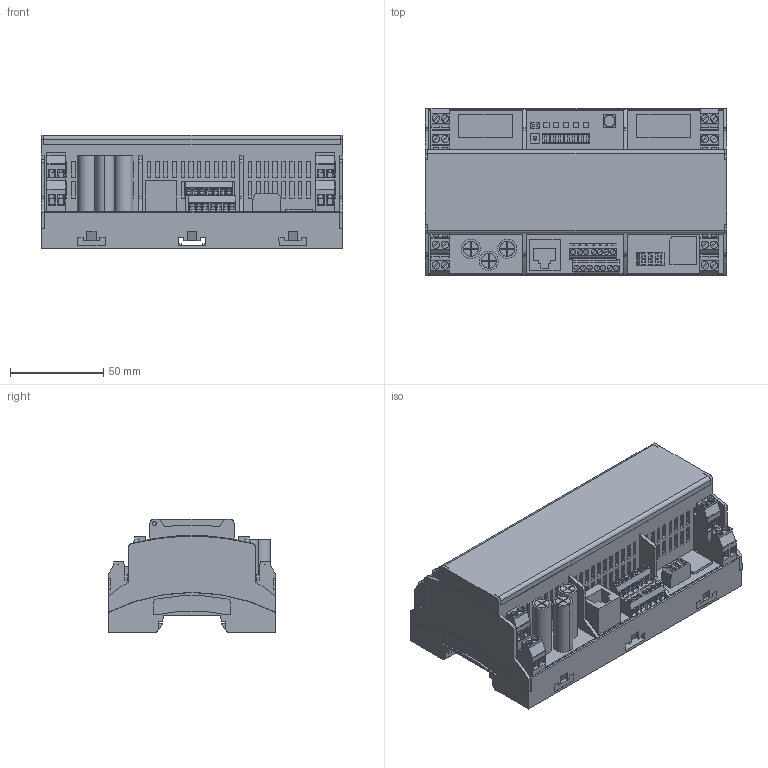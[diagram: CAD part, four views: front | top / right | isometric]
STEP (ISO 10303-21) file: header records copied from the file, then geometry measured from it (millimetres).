
FILE_DESCRIPTION(('Creo Elements/Direct Modeling STEP Export'),'2;1');
FILE_NAME('model.stp','2020-07-22T 8:55:11',(''),(''),'Creo Elements/Direct Modeling STEP processor for AP214 (Solid Model)','Creo Elements/Direct Modeling 20.1A 29-Sep-2018 (C) Parametric Technology GmbH','');
FILE_SCHEMA(('AUTOMOTIVE_DESIGN { 1 0 10303 214 1 1 1 1 }'));
Products named in the file (2): EV_CC_AC1_M3_CBC_RCM_ETH_3G-select
Assembly tree (1 placements, depth 2):
  EV_CC_AC1_M3_CBC_RCM_ETH_3G-select
    EV_CC_AC1_M3_CBC_RCM_ETH_3G-select
Bounding box: 161.6 x 89.7 x 60.7 mm (x, y, z)
Volume: 568719.7 mm3; surface area: 93793.4 mm2
Topology: 1 solids, 1 shells, 2408 faces, 6343 edges, 4190 vertices
Faces by surface type: plane 2247, cylinder 161
Entity records: 89603 total; most frequent: ORIENTED_EDGE 12686, CARTESIAN_POINT 12357, DIRECTION 10632, EDGE_CURVE 6343, VECTOR 5702, LINE 5702, VERTEX_POINT 4190, EDGE_LOOP 2689
